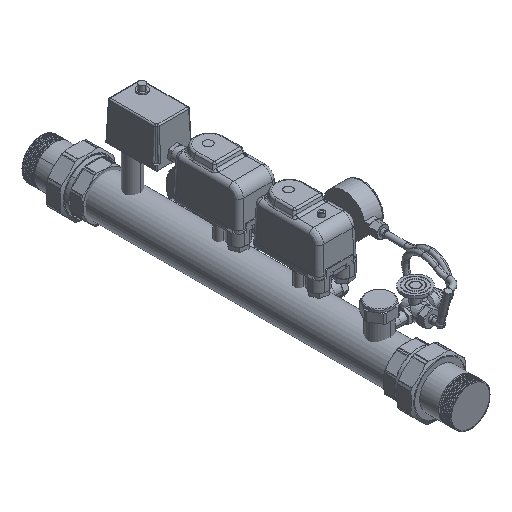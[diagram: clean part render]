
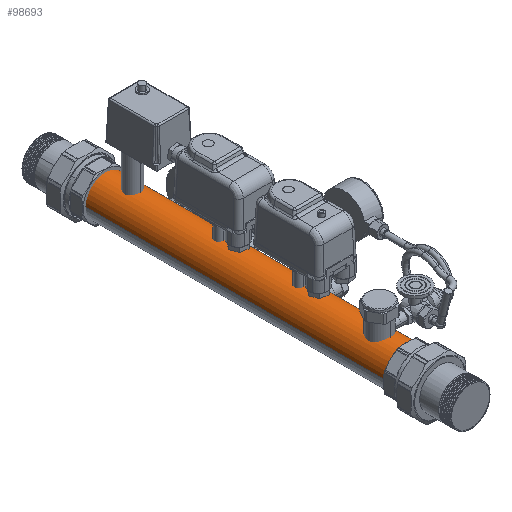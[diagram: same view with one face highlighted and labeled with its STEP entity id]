
A CAD part, isometric view. The second image highlights one B-rep face of the part: STEP entity #98693.
In plain terms, the highlighted cylindrical face has radius 30.15 mm (diameter 60.3 mm), a partial arc.
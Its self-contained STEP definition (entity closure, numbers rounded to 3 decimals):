
#1414 = DIRECTION ( 'NONE',  ( 0., -1., 0. ) ) ;
#2038 = CYLINDRICAL_SURFACE ( 'NONE', #44125, 30.15 ) ;
#12820 = CARTESIAN_POINT ( 'NONE',  ( 30.15, 495., 0. ) ) ;
#16492 = CIRCLE ( 'NONE', #18479, 30.15 ) ;
#18479 = AXIS2_PLACEMENT_3D ( 'NONE', #118460, #50574, #21352 ) ;
#20037 = EDGE_LOOP ( 'NONE', ( #54940, #66921, #98751, #117528 ) ) ;
#21352 = DIRECTION ( 'NONE',  ( 1., 0., 0. ) ) ;
#23733 = VECTOR ( 'NONE', #101314, 1000. ) ;
#24379 = CARTESIAN_POINT ( 'NONE',  ( 30.15, 495., 0. ) ) ;
#25031 = EDGE_CURVE ( 'NONE', #54429, #122227, #93667, .T. ) ;
#26392 = VERTEX_POINT ( 'NONE', #12820 ) ;
#26904 = DIRECTION ( 'NONE',  ( 0., -1., 0. ) ) ;
#31222 = FACE_OUTER_BOUND ( 'NONE', #20037, .T. ) ;
#37768 = VERTEX_POINT ( 'NONE', #73745 ) ;
#40762 = CARTESIAN_POINT ( 'NONE',  ( 0., 495., 0. ) ) ;
#44125 = AXIS2_PLACEMENT_3D ( 'NONE', #40762, #1414, #68735 ) ;
#45509 = EDGE_CURVE ( 'NONE', #26392, #37768, #103061, .T. ) ;
#50574 = DIRECTION ( 'NONE',  ( 0., -1., 0. ) ) ;
#54429 = VERTEX_POINT ( 'NONE', #95132 ) ;
#54940 = ORIENTED_EDGE ( 'NONE', *, *, #80761, .T. ) ;
#62499 = DIRECTION ( 'NONE',  ( 0., -1., 0. ) ) ;
#66921 = ORIENTED_EDGE ( 'NONE', *, *, #25031, .T. ) ;
#68735 = DIRECTION ( 'NONE',  ( 1., 0., 0. ) ) ;
#70222 = VECTOR ( 'NONE', #62499, 1000. ) ;
#72027 = EDGE_CURVE ( 'Defeature completata42_2+Defeature completata42_0+Defeature completata42_0+Defeature completata42_0', #37768, #122227, #111938, .T. ) ;
#73745 = CARTESIAN_POINT ( 'NONE',  ( 30.15, 5., 0. ) ) ;
#79518 = AXIS2_PLACEMENT_3D ( 'NONE', #113863, #26904, #94815 ) ;
#80761 = EDGE_CURVE ( 'Defeature completata42_0+Defeature completata42_1+Defeature completata42_1+Defeature completata42_1', #26392, #54429, #16492, .T. ) ;
#81670 = CARTESIAN_POINT ( 'NONE',  ( -30.15, 495., 0. ) ) ;
#93667 = LINE ( 'NONE', #81670, #23733 ) ;
#94815 = DIRECTION ( 'NONE',  ( 1., 0., 0. ) ) ;
#95132 = CARTESIAN_POINT ( 'NONE',  ( -30.15, 495., 0. ) ) ;
#98693 = ADVANCED_FACE ( 'Defeature completata42_0', ( #31222 ), #2038, .T. ) ;
#98751 = ORIENTED_EDGE ( 'NONE', *, *, #72027, .F. ) ;
#99028 = CARTESIAN_POINT ( 'NONE',  ( -30.15, 5., 0. ) ) ;
#101314 = DIRECTION ( 'NONE',  ( 0., -1., 0. ) ) ;
#103061 = LINE ( 'NONE', #24379, #70222 ) ;
#111938 = CIRCLE ( 'NONE', #79518, 30.15 ) ;
#113863 = CARTESIAN_POINT ( 'NONE',  ( 0., 5., 0. ) ) ;
#117528 = ORIENTED_EDGE ( 'NONE', *, *, #45509, .F. ) ;
#118460 = CARTESIAN_POINT ( 'NONE',  ( 0., 495., 0. ) ) ;
#122227 = VERTEX_POINT ( 'NONE', #99028 ) ;
